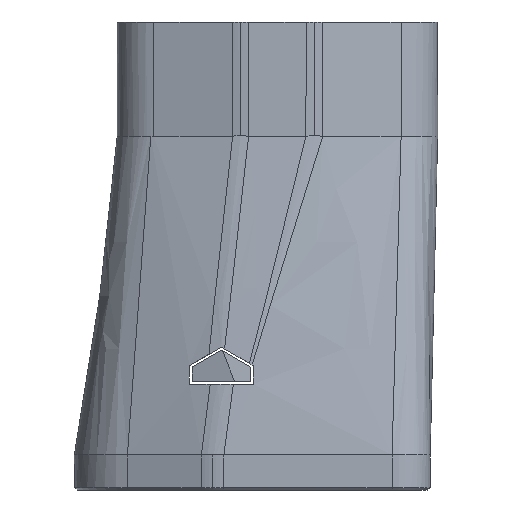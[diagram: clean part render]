
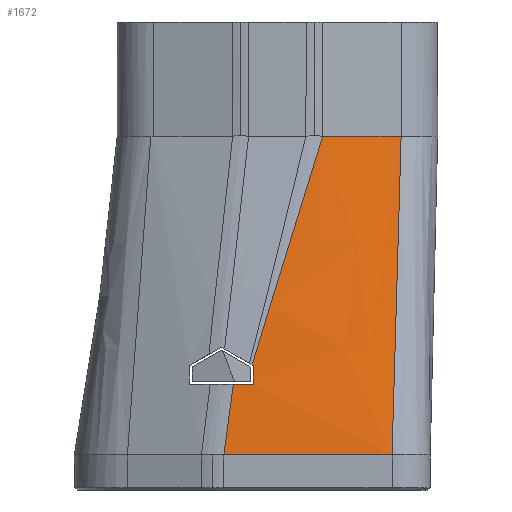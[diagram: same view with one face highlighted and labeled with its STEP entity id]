
A CAD part, front view. The second image highlights one B-rep face of the part: STEP entity #1672.
In plain terms, the highlighted free-form (B-spline) face has degree [3, 3] with [4, 4] control points.
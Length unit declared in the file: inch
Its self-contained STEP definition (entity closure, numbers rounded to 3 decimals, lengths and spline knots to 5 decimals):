
#1672=ADVANCED_FACE('',(#3573),#3574,.F.);
#3573=FACE_OUTER_BOUND('',#9212,.T.);
#3574=B_SPLINE_SURFACE_WITH_KNOTS('',3,3,((#9213,#9214,#9215,#9216),(#9217,#9218,#9219,#9220),(#9221,#9222,#9223,#9224),(#9225,#9226,#9227,#9228)),.UNSPECIFIED.,.F.,.F.,.F.,(4,4),(4,4),(-0.0811,1.0),(-0.00069,1.00001),.UNSPECIFIED.);
#9212=EDGE_LOOP('',(#16883,#16884,#16885,#16886,#16887,#16888,#16889,#16890,#16891));
#9213=CARTESIAN_POINT('',(0.09546,-0.2335,1.65899));
#9214=CARTESIAN_POINT('',(-0.00596,-0.26892,1.31919));
#9215=CARTESIAN_POINT('',(-0.10738,-0.30434,0.97939));
#9216=CARTESIAN_POINT('',(-0.20881,-0.33976,0.63959));
#9217=CARTESIAN_POINT('',(0.19522,-0.20672,1.65899));
#9218=CARTESIAN_POINT('',(0.12439,-0.25106,1.31919));
#9219=CARTESIAN_POINT('',(0.05355,-0.29541,0.97939));
#9220=CARTESIAN_POINT('',(-0.01728,-0.33976,0.63959));
#9221=CARTESIAN_POINT('',(0.29498,-0.17993,1.65899));
#9222=CARTESIAN_POINT('',(0.25473,-0.23321,1.31919));
#9223=CARTESIAN_POINT('',(0.21449,-0.28648,0.97939));
#9224=CARTESIAN_POINT('',(0.17424,-0.33976,0.63959));
#9225=CARTESIAN_POINT('',(0.39474,-0.15315,1.65899));
#9226=CARTESIAN_POINT('',(0.38508,-0.21535,1.31919));
#9227=CARTESIAN_POINT('',(0.37542,-0.27756,0.97939));
#9228=CARTESIAN_POINT('',(0.36576,-0.33976,0.63959));
#16883=ORIENTED_EDGE('',*,*,#19250,.F.);
#16884=ORIENTED_EDGE('',*,*,#20337,.F.);
#16885=ORIENTED_EDGE('',*,*,#21367,.F.);
#16886=ORIENTED_EDGE('',*,*,#21368,.F.);
#16887=ORIENTED_EDGE('',*,*,#21369,.T.);
#16888=ORIENTED_EDGE('',*,*,#19608,.T.);
#16889=ORIENTED_EDGE('',*,*,#21370,.F.);
#16890=ORIENTED_EDGE('',*,*,#21342,.F.);
#16891=ORIENTED_EDGE('',*,*,#20603,.T.);
#19250=EDGE_CURVE('',#22011,#22002,#22013,.T.);
#19608=EDGE_CURVE('',#22654,#22658,#22660,.T.);
#20337=EDGE_CURVE('',#23861,#22011,#23864,.T.);
#20603=EDGE_CURVE('',#24279,#22002,#24280,.T.);
#21342=EDGE_CURVE('',#24279,#25287,#25288,.T.);
#21367=EDGE_CURVE('',#25323,#23861,#25324,.T.);
#21368=EDGE_CURVE('',#25325,#25323,#25326,.T.);
#21369=EDGE_CURVE('',#25325,#22654,#25327,.T.);
#21370=EDGE_CURVE('',#25287,#22658,#25328,.T.);
#22002=VERTEX_POINT('',#26335);
#22011=VERTEX_POINT('',#26412);
#22013=LINE('',#26414,#26415);
#22654=VERTEX_POINT('',#28175);
#22658=VERTEX_POINT('',#28181);
#22660=B_SPLINE_CURVE_WITH_KNOTS('',3,(#28184,#28185,#28186,#28187),.UNSPECIFIED.,.F.,.F.,(4,4),(-3.06323,-1.5568),.UNSPECIFIED.);
#23861=VERTEX_POINT('',#32052);
#23864=LINE('',#32056,#32057);
#24279=VERTEX_POINT('',#33136);
#24280=LINE('',#33137,#33138);
#25287=VERTEX_POINT('',#35998);
#25288=B_SPLINE_CURVE_WITH_KNOTS('',3,(#35999,#36000,#36001,#36002,#36003,#36004,#36005,#36006,#36007,#36008),.UNSPECIFIED.,.F.,.F.,(4,3,3,4),(-13.21838,-11.36205,-9.50572,-7.33953),.UNSPECIFIED.);
#25323=VERTEX_POINT('',#36098);
#25324=B_SPLINE_CURVE_WITH_KNOTS('',3,(#36099,#36100,#36101,#36102,#36103,#36104,#36105,#36106,#36107,#36108,#36109,#36110,#36111),.UNSPECIFIED.,.F.,.F.,(4,3,3,3,4),(-14.08929,-9.52531,-4.76265,-0.0,0.32069),.UNSPECIFIED.);
#25325=VERTEX_POINT('',#36112);
#25326=B_SPLINE_CURVE_WITH_KNOTS('',3,(#36113,#36114,#36115,#36116,#36117,#36118,#36119),.UNSPECIFIED.,.F.,.F.,(4,3,4),(-19.18635,-14.357,-14.08929),.UNSPECIFIED.);
#25327=B_SPLINE_CURVE_WITH_KNOTS('',3,(#36120,#36121,#36122,#36123),.UNSPECIFIED.,.F.,.F.,(4,4),(-0.15988,-0.05),.UNSPECIFIED.);
#25328=B_SPLINE_CURVE_WITH_KNOTS('',3,(#36124,#36125,#36126,#36127),.UNSPECIFIED.,.F.,.F.,(4,4),(-13.05132,-11.41588),.UNSPECIFIED.);
#26335=CARTESIAN_POINT('',(0.36576,-0.33976,0.6396));
#26412=CARTESIAN_POINT('',(0.39472,-0.15328,1.65829));
#26414=CARTESIAN_POINT('',(0.39472,-0.15328,1.65829));
#26415=VECTOR('',#38215,26.31488);
#28175=CARTESIAN_POINT('',(-0.07699,-0.30793,0.9247));
#28181=CARTESIAN_POINT('',(-0.07699,-0.31396,0.86563));
#28184=CARTESIAN_POINT('',(-0.07699,-0.30793,0.9247));
#28185=CARTESIAN_POINT('',(-0.07699,-0.30988,0.90503));
#28186=CARTESIAN_POINT('',(-0.07699,-0.3119,0.88533));
#28187=CARTESIAN_POINT('',(-0.07699,-0.31396,0.86563));
#32052=CARTESIAN_POINT('',(0.14417,-0.22046,1.65829));
#32056=CARTESIAN_POINT('',(0.11772,-0.22755,1.65829));
#32057=VECTOR('',#39381,1.);
#33136=CARTESIAN_POINT('',(-0.17134,-0.33976,0.6396));
#33137=CARTESIAN_POINT('',(0.36576,-0.33976,0.6396));
#33138=VECTOR('',#39702,1.0);
#35998=CARTESIAN_POINT('',(-0.14133,-0.31619,0.86563));
#35999=CARTESIAN_POINT('',(-0.17134,-0.33976,0.6396));
#36000=CARTESIAN_POINT('',(-0.16861,-0.33715,0.66345));
#36001=CARTESIAN_POINT('',(-0.16575,-0.33458,0.68728));
#36002=CARTESIAN_POINT('',(-0.16277,-0.33205,0.71109));
#36003=CARTESIAN_POINT('',(-0.15978,-0.32953,0.7349));
#36004=CARTESIAN_POINT('',(-0.15666,-0.32704,0.7587));
#36005=CARTESIAN_POINT('',(-0.15339,-0.32459,0.78248));
#36006=CARTESIAN_POINT('',(-0.14958,-0.32174,0.81022));
#36007=CARTESIAN_POINT('',(-0.14556,-0.31894,0.83794));
#36008=CARTESIAN_POINT('',(-0.14133,-0.31619,0.86563));
#36098=CARTESIAN_POINT('',(-0.02351,-0.28627,1.11821));
#36099=CARTESIAN_POINT('',(-0.02351,-0.28627,1.11821));
#36100=CARTESIAN_POINT('',(-0.00631,-0.27976,1.17529));
#36101=CARTESIAN_POINT('',(0.01101,-0.27317,1.23236));
#36102=CARTESIAN_POINT('',(0.02849,-0.26646,1.2894));
#36103=CARTESIAN_POINT('',(0.04672,-0.25946,1.34892));
#36104=CARTESIAN_POINT('',(0.06513,-0.25234,1.40842));
#36105=CARTESIAN_POINT('',(0.08375,-0.24499,1.46789));
#36106=CARTESIAN_POINT('',(0.10236,-0.23763,1.52737));
#36107=CARTESIAN_POINT('',(0.1212,-0.23006,1.58682));
#36108=CARTESIAN_POINT('',(0.14031,-0.22208,1.64628));
#36109=CARTESIAN_POINT('',(0.1416,-0.22154,1.65028));
#36110=CARTESIAN_POINT('',(0.14288,-0.221,1.65428));
#36111=CARTESIAN_POINT('',(0.14417,-0.22046,1.65829));
#36112=CARTESIAN_POINT('',(-0.08073,-0.30788,0.92687));
#36113=CARTESIAN_POINT('',(-0.08073,-0.30788,0.92687));
#36114=CARTESIAN_POINT('',(-0.06277,-0.30112,0.98732));
#36115=CARTESIAN_POINT('',(-0.04472,-0.29431,1.04775));
#36116=CARTESIAN_POINT('',(-0.02653,-0.28742,1.10816));
#36117=CARTESIAN_POINT('',(-0.02552,-0.28704,1.11151));
#36118=CARTESIAN_POINT('',(-0.02451,-0.28665,1.11486));
#36119=CARTESIAN_POINT('',(-0.02351,-0.28627,1.11821));
#36120=CARTESIAN_POINT('',(-0.08073,-0.30788,0.92687));
#36121=CARTESIAN_POINT('',(-0.07948,-0.3079,0.92615));
#36122=CARTESIAN_POINT('',(-0.07823,-0.30791,0.92543));
#36123=CARTESIAN_POINT('',(-0.07699,-0.30793,0.9247));
#36124=CARTESIAN_POINT('',(-0.14133,-0.31619,0.86563));
#36125=CARTESIAN_POINT('',(-0.11988,-0.31545,0.86563));
#36126=CARTESIAN_POINT('',(-0.09843,-0.31471,0.86563));
#36127=CARTESIAN_POINT('',(-0.07699,-0.31396,0.86563));
#38215=DIRECTION('',(-0.028,-0.18,-0.983));
#39381=DIRECTION('',(0.966,0.259,0.0));
#39702=DIRECTION('',(1.0,0.,0.0));
